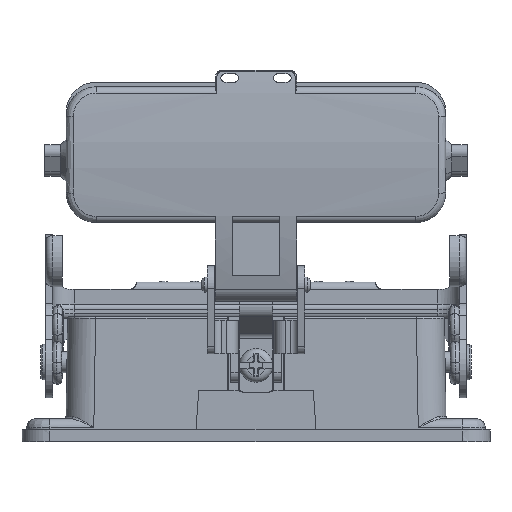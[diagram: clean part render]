
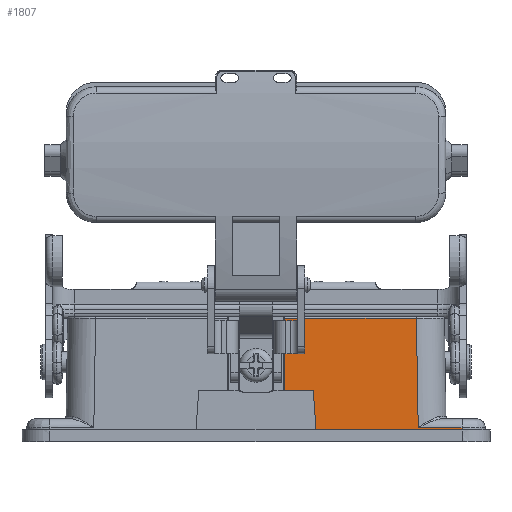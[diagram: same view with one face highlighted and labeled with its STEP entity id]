
A CAD part, left-side view. The second image highlights one B-rep face of the part: STEP entity #1807.
In plain terms, the highlighted planar face has unit normal (-1, 0, 0.017).
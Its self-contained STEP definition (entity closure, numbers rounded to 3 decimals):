
#1134=B_SPLINE_CURVE_WITH_KNOTS('',3,(#29594,#29595,#29596,#29597),
 .UNSPECIFIED.,.F.,.F.,(4,4),(0.,1.),.UNSPECIFIED.);
#1807=ADVANCED_FACE('',(#3540),#3019,.F.);
#3019=PLANE('',#21373);
#3540=FACE_OUTER_BOUND('',#4640,.T.);
#4640=EDGE_LOOP('',(#10024,#10025,#10026,#10027,#10028,#10029,#10030,#10031));
#6762=LINE('',#28751,#8303);
#6836=LINE('',#29579,#8377);
#6837=LINE('',#29588,#8378);
#6838=LINE('',#29590,#8379);
#6839=LINE('',#29592,#8380);
#6840=LINE('',#29599,#8381);
#6841=LINE('',#29600,#8382);
#8303=VECTOR('',#23280,1.);
#8377=VECTOR('',#23458,1.);
#8378=VECTOR('',#23463,1.);
#8379=VECTOR('',#23464,1.);
#8380=VECTOR('',#23465,1.);
#8381=VECTOR('',#23466,1.);
#8382=VECTOR('',#23467,1.);
#10024=ORIENTED_EDGE('',*,*,#18213,.F.);
#10025=ORIENTED_EDGE('',*,*,#18210,.T.);
#10026=ORIENTED_EDGE('',*,*,#18214,.F.);
#10027=ORIENTED_EDGE('',*,*,#18215,.T.);
#10028=ORIENTED_EDGE('',*,*,#18216,.F.);
#10029=ORIENTED_EDGE('',*,*,#18217,.F.);
#10030=ORIENTED_EDGE('',*,*,#18081,.T.);
#10031=ORIENTED_EDGE('',*,*,#18218,.T.);
#16056=VERTEX_POINT('',#28750);
#16057=VERTEX_POINT('',#28752);
#16165=VERTEX_POINT('',#29580);
#16166=VERTEX_POINT('',#29581);
#16167=VERTEX_POINT('',#29589);
#16168=VERTEX_POINT('',#29591);
#16169=VERTEX_POINT('',#29593);
#16170=VERTEX_POINT('',#29598);
#18081=EDGE_CURVE('',#16057,#16056,#6762,.T.);
#18210=EDGE_CURVE('',#16165,#16166,#6836,.T.);
#18213=EDGE_CURVE('',#16165,#16167,#6837,.T.);
#18214=EDGE_CURVE('',#16168,#16166,#6838,.T.);
#18215=EDGE_CURVE('',#16168,#16169,#6839,.T.);
#18216=EDGE_CURVE('',#16170,#16169,#1134,.T.);
#18217=EDGE_CURVE('',#16057,#16170,#6840,.T.);
#18218=EDGE_CURVE('',#16056,#16167,#6841,.T.);
#21373=AXIS2_PLACEMENT_3D('',#29601,#23468,#23469);
#23280=DIRECTION('',(0.,-1.,0.));
#23458=DIRECTION('',(0.017,0.017,1.));
#23463=DIRECTION('',(0.,1.,0.));
#23464=DIRECTION('',(0.,-1.,0.));
#23465=DIRECTION('',(0.017,0.017,1.));
#23466=DIRECTION('',(0.017,0.,1.));
#23467=DIRECTION('',(-0.017,-0.072,-0.997));
#23468=DIRECTION('',(1.,0.,-0.017));
#23469=DIRECTION('',(-0.017,0.,-1.));
#28750=CARTESIAN_POINT('',(-14.516,-11.976,9.33));
#28751=CARTESIAN_POINT('',(-14.516,0.986,9.33));
#28752=CARTESIAN_POINT('',(-14.516,-5.95,9.33));
#29579=CARTESIAN_POINT('',(-14.672,-43.122,0.15));
#29580=CARTESIAN_POINT('',(-14.655,-43.105,1.15));
#29581=CARTESIAN_POINT('',(-14.647,-43.097,1.631));
#29588=CARTESIAN_POINT('',(-14.655,0.986,1.15));
#29589=CARTESIAN_POINT('',(-14.655,-12.567,1.15));
#29590=CARTESIAN_POINT('',(-14.647,-33.935,1.631));
#29591=CARTESIAN_POINT('',(-14.647,-33.935,1.631));
#29592=CARTESIAN_POINT('',(-14.647,-33.935,1.631));
#29593=CARTESIAN_POINT('',(-14.257,-33.545,24.554));
#29594=CARTESIAN_POINT('',(-14.257,-5.95,24.553));
#29595=CARTESIAN_POINT('',(-14.257,-15.148,24.553));
#29596=CARTESIAN_POINT('',(-14.257,-24.347,24.554));
#29597=CARTESIAN_POINT('',(-14.257,-33.545,24.554));
#29598=CARTESIAN_POINT('',(-14.257,-5.95,24.553));
#29599=CARTESIAN_POINT('',(-14.516,-5.95,9.33));
#29600=CARTESIAN_POINT('',(-14.516,-11.976,9.33));
#29601=CARTESIAN_POINT('',(-14.675,0.986,-0.003));
